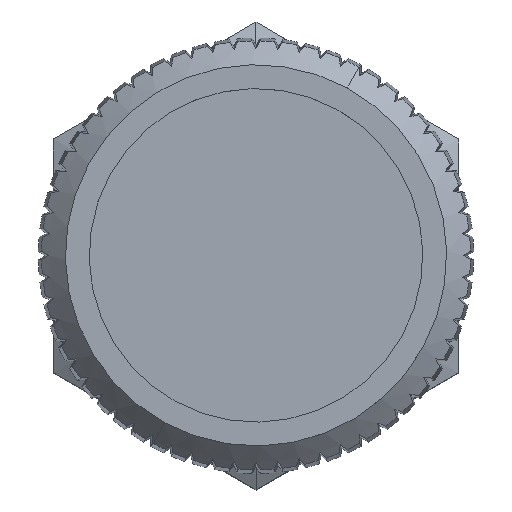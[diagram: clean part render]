
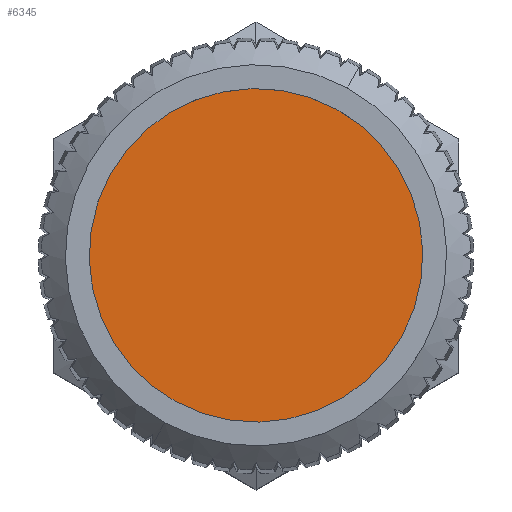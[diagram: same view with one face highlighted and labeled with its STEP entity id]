
A CAD part, top view. The second image highlights one B-rep face of the part: STEP entity #6345.
In plain terms, the highlighted planar face has unit normal (0, 0, 1).
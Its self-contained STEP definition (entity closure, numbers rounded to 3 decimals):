
#6302=CARTESIAN_POINT('Vertex',(-3.356,-6.143,29.5)) ;
#6305=CARTESIAN_POINT('Axis2P3D Location',(0.,0.,29.5)) ;
#6309=CARTESIAN_POINT('Vertex',(3.356,6.143,29.5)) ;
#6324=CARTESIAN_POINT('Axis2P3D Location',(0.,0.,29.5)) ;
#6336=CARTESIAN_POINT('Axis2P3D Location',(0.,0.,29.5)) ;
#6306=DIRECTION('Axis2P3D Direction',(0.,0.,-1.)) ;
#6325=DIRECTION('Axis2P3D Direction',(0.,0.,-1.)) ;
#6337=DIRECTION('Axis2P3D Direction',(0.,0.,-1.)) ;
#6338=DIRECTION('Axis2P3D XDirection',(1.,0.,0.)) ;
#6307=AXIS2_PLACEMENT_3D('Circle Axis2P3D',#6305,#6306,$) ;
#6326=AXIS2_PLACEMENT_3D('Circle Axis2P3D',#6324,#6325,$) ;
#6339=AXIS2_PLACEMENT_3D('Plane Axis2P3D',#6336,#6337,#6338) ;
#6342=ORIENTED_EDGE('',*,*,#6328,.F.) ;
#6343=ORIENTED_EDGE('',*,*,#6311,.F.) ;
#6345=ADVANCED_FACE('PartBody',(#6344),#6340,.F.) ;
#6308=CIRCLE('generated circle',#6307,7.) ;
#6327=CIRCLE('generated circle',#6326,7.) ;
#6311=EDGE_CURVE('',#6303,#6310,#6308,.T.) ;
#6328=EDGE_CURVE('',#6310,#6303,#6327,.T.) ;
#6341=EDGE_LOOP('',(#6342,#6343)) ;
#6344=FACE_OUTER_BOUND('',#6341,.T.) ;
#6340=PLANE('',#6339) ;
#6303=VERTEX_POINT('',#6302) ;
#6310=VERTEX_POINT('',#6309) ;
